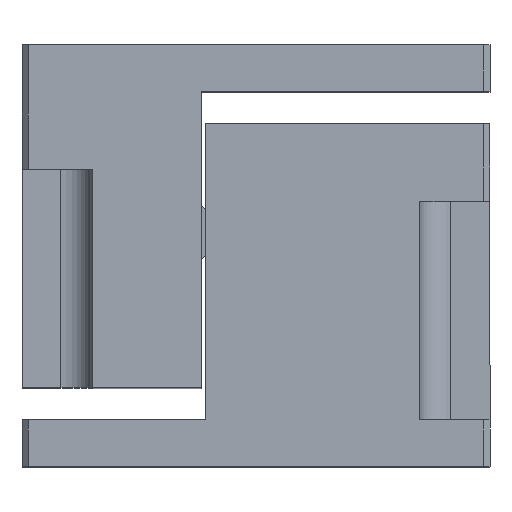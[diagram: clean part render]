
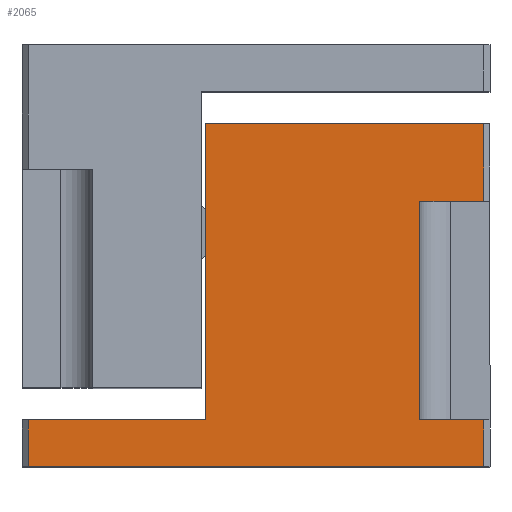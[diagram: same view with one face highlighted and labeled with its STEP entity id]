
A CAD part, top view. The second image highlights one B-rep face of the part: STEP entity #2065.
In plain terms, the highlighted planar face has unit normal (0, 0, 1).
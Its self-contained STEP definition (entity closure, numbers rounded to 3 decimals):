
#11 = VERTEX_POINT ( 'NONE', #3215 ) ;
#32 = CARTESIAN_POINT ( 'NONE',  ( -30., 6., 30. ) ) ;
#93 = LINE ( 'NONE', #447, #3401 ) ;
#128 = CARTESIAN_POINT ( 'NONE',  ( 21., 34., 30. ) ) ;
#179 = ORIENTED_EDGE ( 'NONE', *, *, #233, .T. ) ;
#189 = LINE ( 'NONE', #1868, #2303 ) ;
#208 = DIRECTION ( 'NONE',  ( 0., 1., 0. ) ) ;
#233 = EDGE_CURVE ( 'NONE', #1968, #3151, #1944, .T. ) ;
#271 = EDGE_CURVE ( 'NONE', #945, #11, #2051, .T. ) ;
#361 = DIRECTION ( 'NONE',  ( 0., -1., 0. ) ) ;
#447 = CARTESIAN_POINT ( 'NONE',  ( -30., 0., 30. ) ) ;
#456 = ORIENTED_EDGE ( 'NONE', *, *, #2489, .T. ) ;
#477 = DIRECTION ( 'NONE',  ( 1., 0., 0. ) ) ;
#483 = VERTEX_POINT ( 'NONE', #3129 ) ;
#486 = CARTESIAN_POINT ( 'NONE',  ( 29.2, 44., 30. ) ) ;
#487 = VERTEX_POINT ( 'NONE', #2345 ) ;
#603 = CARTESIAN_POINT ( 'NONE',  ( -29.2, 6., 30. ) ) ;
#649 = VECTOR ( 'NONE', #1106, 1000. ) ;
#680 = CARTESIAN_POINT ( 'NONE',  ( -6.5, 34., 30. ) ) ;
#793 = CARTESIAN_POINT ( 'NONE',  ( 29.2, 44., 30. ) ) ;
#852 = VERTEX_POINT ( 'NONE', #1500 ) ;
#870 = ORIENTED_EDGE ( 'NONE', *, *, #1262, .T. ) ;
#945 = VERTEX_POINT ( 'NONE', #128 ) ;
#976 = VERTEX_POINT ( 'NONE', #2209 ) ;
#1008 = DIRECTION ( 'NONE',  ( 0., 0., -1. ) ) ;
#1043 = ORIENTED_EDGE ( 'NONE', *, *, #1055, .T. ) ;
#1055 = EDGE_CURVE ( 'NONE', #3151, #852, #93, .T. ) ;
#1070 = LINE ( 'NONE', #2109, #3351 ) ;
#1079 = EDGE_CURVE ( 'NONE', #976, #483, #2983, .T. ) ;
#1085 = VECTOR ( 'NONE', #477, 1000. ) ;
#1106 = DIRECTION ( 'NONE',  ( 1., 0., 0. ) ) ;
#1179 = ORIENTED_EDGE ( 'NONE', *, *, #3038, .T. ) ;
#1241 = LINE ( 'NONE', #1296, #2701 ) ;
#1262 = EDGE_CURVE ( 'NONE', #11, #2934, #2641, .T. ) ;
#1296 = CARTESIAN_POINT ( 'NONE',  ( -6.5, 44., 30. ) ) ;
#1336 = EDGE_CURVE ( 'NONE', #1968, #487, #2115, .T. ) ;
#1337 = LINE ( 'NONE', #3167, #2965 ) ;
#1500 = CARTESIAN_POINT ( 'NONE',  ( 29.2, 0., 30. ) ) ;
#1774 = CARTESIAN_POINT ( 'NONE',  ( -30., 6., 30. ) ) ;
#1868 = CARTESIAN_POINT ( 'NONE',  ( 29.2, 6., 30. ) ) ;
#1906 = DIRECTION ( 'NONE',  ( 0., -1., 0. ) ) ;
#1944 = LINE ( 'NONE', #603, #2637 ) ;
#1968 = VERTEX_POINT ( 'NONE', #2497 ) ;
#2019 = CARTESIAN_POINT ( 'NONE',  ( -29.2, 0., 30. ) ) ;
#2024 = VECTOR ( 'NONE', #3325, 1000. ) ;
#2051 = LINE ( 'NONE', #680, #2024 ) ;
#2064 = VERTEX_POINT ( 'NONE', #3342 ) ;
#2065 = ADVANCED_FACE ( 'NONE', ( #3377 ), #2559, .F. ) ;
#2076 = AXIS2_PLACEMENT_3D ( 'NONE', #1774, #1008, #2838 ) ;
#2108 = EDGE_LOOP ( 'NONE', ( #3187, #179, #1043, #1179, #2328, #2786, #2670, #870, #2628, #456 ) ) ;
#2109 = CARTESIAN_POINT ( 'NONE',  ( 21., 34., 30. ) ) ;
#2115 = LINE ( 'NONE', #32, #649 ) ;
#2139 = VECTOR ( 'NONE', #2410, 1000. ) ;
#2209 = CARTESIAN_POINT ( 'NONE',  ( 21., 6., 30. ) ) ;
#2283 = CARTESIAN_POINT ( 'NONE',  ( -30., 6., 30. ) ) ;
#2303 = VECTOR ( 'NONE', #208, 1000. ) ;
#2328 = ORIENTED_EDGE ( 'NONE', *, *, #1079, .F. ) ;
#2345 = CARTESIAN_POINT ( 'NONE',  ( -6.5, 6., 30. ) ) ;
#2410 = DIRECTION ( 'NONE',  ( 0., 1., 0. ) ) ;
#2489 = EDGE_CURVE ( 'NONE', #2064, #487, #1337, .T. ) ;
#2497 = CARTESIAN_POINT ( 'NONE',  ( -29.2, 6., 30. ) ) ;
#2500 = EDGE_CURVE ( 'NONE', #945, #976, #1070, .T. ) ;
#2559 = PLANE ( 'NONE',  #2076 ) ;
#2628 = ORIENTED_EDGE ( 'NONE', *, *, #2895, .F. ) ;
#2637 = VECTOR ( 'NONE', #2990, 1000. ) ;
#2641 = LINE ( 'NONE', #793, #2139 ) ;
#2670 = ORIENTED_EDGE ( 'NONE', *, *, #271, .T. ) ;
#2701 = VECTOR ( 'NONE', #3150, 1000. ) ;
#2786 = ORIENTED_EDGE ( 'NONE', *, *, #2500, .F. ) ;
#2838 = DIRECTION ( 'NONE',  ( -1., 0., 0. ) ) ;
#2895 = EDGE_CURVE ( 'NONE', #2064, #2934, #1241, .T. ) ;
#2934 = VERTEX_POINT ( 'NONE', #486 ) ;
#2965 = VECTOR ( 'NONE', #361, 1000. ) ;
#2983 = LINE ( 'NONE', #2283, #1085 ) ;
#2990 = DIRECTION ( 'NONE',  ( 0., -1., 0. ) ) ;
#3038 = EDGE_CURVE ( 'NONE', #852, #483, #189, .T. ) ;
#3129 = CARTESIAN_POINT ( 'NONE',  ( 29.2, 6., 30. ) ) ;
#3150 = DIRECTION ( 'NONE',  ( 1., 0., 0. ) ) ;
#3151 = VERTEX_POINT ( 'NONE', #2019 ) ;
#3167 = CARTESIAN_POINT ( 'NONE',  ( -6.5, 34., 30. ) ) ;
#3187 = ORIENTED_EDGE ( 'NONE', *, *, #1336, .F. ) ;
#3215 = CARTESIAN_POINT ( 'NONE',  ( 29.2, 34., 30. ) ) ;
#3256 = DIRECTION ( 'NONE',  ( 1., 0., 0. ) ) ;
#3325 = DIRECTION ( 'NONE',  ( 1., 0., 0. ) ) ;
#3342 = CARTESIAN_POINT ( 'NONE',  ( -6.5, 44., 30. ) ) ;
#3351 = VECTOR ( 'NONE', #1906, 1000. ) ;
#3377 = FACE_OUTER_BOUND ( 'NONE', #2108, .T. ) ;
#3401 = VECTOR ( 'NONE', #3256, 1000. ) ;
